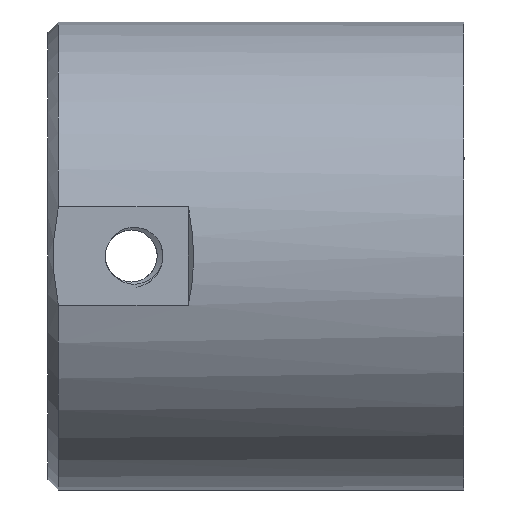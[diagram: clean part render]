
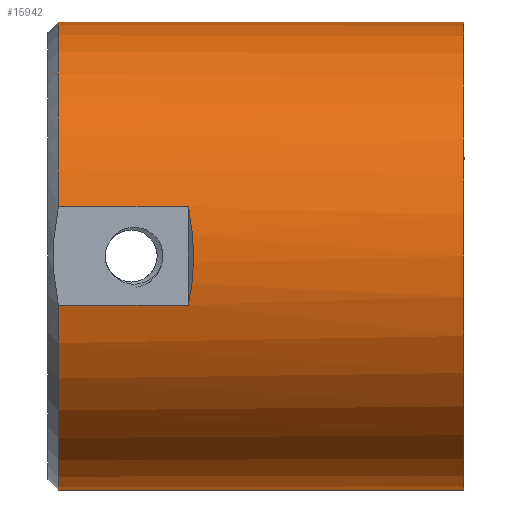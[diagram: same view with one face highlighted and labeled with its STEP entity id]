
A CAD part, left-side view. The second image highlights one B-rep face of the part: STEP entity #15942.
In plain terms, the highlighted cylindrical face has radius 22.5 mm (diameter 45 mm), a partial arc.
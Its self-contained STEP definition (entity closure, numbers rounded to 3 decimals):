
#851 = DIRECTION ( 'NONE',  ( 0., -1., 0. ) ) ;
#1329 = ORIENTED_EDGE ( 'NONE', *, *, #15843, .T. ) ;
#1345 = CARTESIAN_POINT ( 'NONE',  ( 0., 40., 22.5 ) ) ;
#1357 = ORIENTED_EDGE ( 'NONE', *, *, #3626, .T. ) ;
#1521 = AXIS2_PLACEMENT_3D ( 'NONE', #11696, #4403, #10256 ) ;
#1663 = DIRECTION ( 'NONE',  ( 0., -1., 0. ) ) ;
#1681 = CARTESIAN_POINT ( 'NONE',  ( -22., 39., 4.717 ) ) ;
#1730 = DIRECTION ( 'NONE',  ( 0., 1., 0. ) ) ;
#3438 = FACE_OUTER_BOUND ( 'NONE', #16090, .T. ) ;
#3497 = EDGE_CURVE ( 'NONE', #4065, #15976, #7467, .T. ) ;
#3626 = EDGE_CURVE ( 'NONE', #14797, #15976, #16497, .T. ) ;
#4038 = VERTEX_POINT ( 'NONE', #1681 ) ;
#4065 = VERTEX_POINT ( 'NONE', #7611 ) ;
#4403 = DIRECTION ( 'NONE',  ( 0., 1., 0. ) ) ;
#4729 = VECTOR ( 'NONE', #14403, 1000. ) ;
#4891 = CARTESIAN_POINT ( 'NONE',  ( -22., 39., -4.717 ) ) ;
#5108 = CIRCLE ( 'NONE', #11555, 22.5 ) ;
#5322 = ORIENTED_EDGE ( 'NONE', *, *, #7937, .T. ) ;
#6343 = DIRECTION ( 'NONE',  ( 0., -1., 0. ) ) ;
#6374 = AXIS2_PLACEMENT_3D ( 'NONE', #16471, #13508, #9387 ) ;
#6439 = CARTESIAN_POINT ( 'NONE',  ( -22., 40., 4.717 ) ) ;
#7467 = LINE ( 'NONE', #1345, #11315 ) ;
#7611 = CARTESIAN_POINT ( 'NONE',  ( 0., 39., 22.5 ) ) ;
#7761 =( BOUNDED_CURVE ( )  B_SPLINE_CURVE ( 3, ( #10389, #13259, #8952, #8669 ),
 .UNSPECIFIED., .F., .F. ) 
 B_SPLINE_CURVE_WITH_KNOTS ( ( 4, 4 ),
 ( 6.072, 6.494 ),
 .UNSPECIFIED. ) 
 CURVE ( )  GEOMETRIC_REPRESENTATION_ITEM ( )  RATIONAL_B_SPLINE_CURVE ( ( 1., 0.985, 0.985, 1. ) ) 
 REPRESENTATION_ITEM ( '' )  );
#7937 = EDGE_CURVE ( 'NONE', #18263, #10586, #7761, .T. ) ;
#8471 = CARTESIAN_POINT ( 'NONE',  ( 0., 0., -22.5 ) ) ;
#8490 = ORIENTED_EDGE ( 'NONE', *, *, #14175, .T. ) ;
#8669 = CARTESIAN_POINT ( 'NONE',  ( -22., 26.5, -4.717 ) ) ;
#8952 = CARTESIAN_POINT ( 'NONE',  ( -22.669, 25.831, -1.596 ) ) ;
#9387 = DIRECTION ( 'NONE',  ( 0., 0., -1. ) ) ;
#9475 = DIRECTION ( 'NONE',  ( 0., 0., 1. ) ) ;
#10256 = DIRECTION ( 'NONE',  ( 0., 0., 1. ) ) ;
#10389 = CARTESIAN_POINT ( 'NONE',  ( -22., 26.5, 4.717 ) ) ;
#10577 = DIRECTION ( 'NONE',  ( 0., 0., 1. ) ) ;
#10586 = VERTEX_POINT ( 'NONE', #12156 ) ;
#11315 = VECTOR ( 'NONE', #18872, 1000. ) ;
#11421 = ORIENTED_EDGE ( 'NONE', *, *, #13182, .T. ) ;
#11555 = AXIS2_PLACEMENT_3D ( 'NONE', #15310, #851, #9475 ) ;
#11696 = CARTESIAN_POINT ( 'NONE',  ( 0., 0., 0. ) ) ;
#11721 = CARTESIAN_POINT ( 'NONE',  ( 0., 40., -22.5 ) ) ;
#11989 = CYLINDRICAL_SURFACE ( 'NONE', #6374, 22.5 ) ;
#12083 = CARTESIAN_POINT ( 'NONE',  ( 0., 0., 22.5 ) ) ;
#12156 = CARTESIAN_POINT ( 'NONE',  ( -22., 26.5, -4.717 ) ) ;
#12174 = ORIENTED_EDGE ( 'NONE', *, *, #3497, .F. ) ;
#12353 = CARTESIAN_POINT ( 'NONE',  ( -22., 40., -4.717 ) ) ;
#12967 = EDGE_CURVE ( 'NONE', #4065, #4038, #14900, .T. ) ;
#13113 = VECTOR ( 'NONE', #1730, 1000. ) ;
#13182 = EDGE_CURVE ( 'NONE', #4038, #18263, #16589, .T. ) ;
#13259 = CARTESIAN_POINT ( 'NONE',  ( -22.669, 25.831, 1.596 ) ) ;
#13442 = CARTESIAN_POINT ( 'NONE',  ( 0., 39., 0. ) ) ;
#13508 = DIRECTION ( 'NONE',  ( 0., -1., 0. ) ) ;
#14175 = EDGE_CURVE ( 'NONE', #17677, #17153, #5108, .T. ) ;
#14403 = DIRECTION ( 'NONE',  ( 0., -1., 0. ) ) ;
#14594 = VECTOR ( 'NONE', #6343, 1000. ) ;
#14797 = VERTEX_POINT ( 'NONE', #8471 ) ;
#14900 = CIRCLE ( 'NONE', #17341, 22.5 ) ;
#15310 = CARTESIAN_POINT ( 'NONE',  ( 0., 39., 0. ) ) ;
#15723 = ORIENTED_EDGE ( 'NONE', *, *, #18111, .T. ) ;
#15838 = LINE ( 'NONE', #11721, #4729 ) ;
#15843 = EDGE_CURVE ( 'NONE', #10586, #17677, #16560, .T. ) ;
#15942 = ADVANCED_FACE ( 'NONE', ( #3438 ), #11989, .T. ) ;
#15976 = VERTEX_POINT ( 'NONE', #12083 ) ;
#16090 = EDGE_LOOP ( 'NONE', ( #12174, #17282, #11421, #5322, #1329, #8490, #15723, #1357 ) ) ;
#16471 = CARTESIAN_POINT ( 'NONE',  ( 0., 40., 0. ) ) ;
#16497 = CIRCLE ( 'NONE', #1521, 22.5 ) ;
#16560 = LINE ( 'NONE', #12353, #13113 ) ;
#16589 = LINE ( 'NONE', #6439, #14594 ) ;
#16853 = CARTESIAN_POINT ( 'NONE',  ( 0., 39., -22.5 ) ) ;
#17153 = VERTEX_POINT ( 'NONE', #16853 ) ;
#17282 = ORIENTED_EDGE ( 'NONE', *, *, #12967, .T. ) ;
#17341 = AXIS2_PLACEMENT_3D ( 'NONE', #13442, #1663, #10577 ) ;
#17677 = VERTEX_POINT ( 'NONE', #4891 ) ;
#18111 = EDGE_CURVE ( 'NONE', #17153, #14797, #15838, .T. ) ;
#18120 = CARTESIAN_POINT ( 'NONE',  ( -22., 26.5, 4.717 ) ) ;
#18263 = VERTEX_POINT ( 'NONE', #18120 ) ;
#18872 = DIRECTION ( 'NONE',  ( 0., -1., 0. ) ) ;
